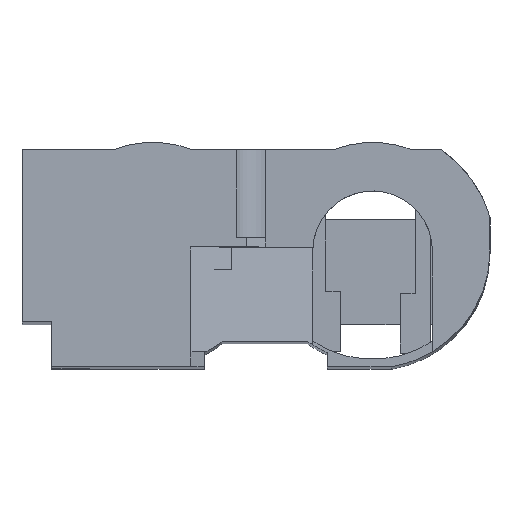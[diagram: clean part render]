
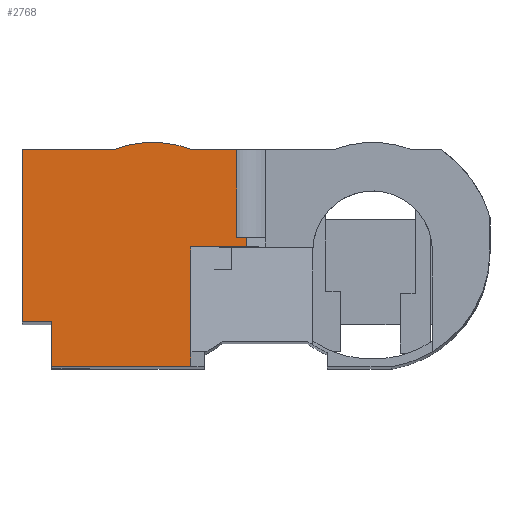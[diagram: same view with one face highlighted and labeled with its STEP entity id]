
A CAD part, top view. The second image highlights one B-rep face of the part: STEP entity #2768.
In plain terms, the highlighted planar face has unit normal (0, 0, 1).
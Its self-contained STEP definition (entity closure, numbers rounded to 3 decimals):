
#81=CIRCLE('',#2966,7.25);
#186=FACE_OUTER_BOUND('',#327,.T.);
#327=EDGE_LOOP('',(#2292,#2293,#2294,#2295,#2296,#2297,#2298,#2299,#2300,
#2301,#2302,#2303,#2304));
#412=LINE('',#3863,#763);
#417=LINE('',#3873,#768);
#645=LINE('',#4385,#996);
#647=LINE('',#4391,#998);
#648=LINE('',#4394,#999);
#652=LINE('',#4402,#1003);
#653=LINE('',#4406,#1004);
#654=LINE('',#4408,#1005);
#655=LINE('',#4410,#1006);
#656=LINE('',#4412,#1007);
#657=LINE('',#4413,#1008);
#658=LINE('',#4414,#1009);
#763=VECTOR('',#3114,10.);
#768=VECTOR('',#3125,10.);
#996=VECTOR('',#3571,10.);
#998=VECTOR('',#3577,10.);
#999=VECTOR('',#3580,10.);
#1003=VECTOR('',#3586,10.);
#1004=VECTOR('',#3589,10.);
#1005=VECTOR('',#3590,10.);
#1006=VECTOR('',#3591,10.);
#1007=VECTOR('',#3592,10.);
#1008=VECTOR('',#3593,10.);
#1009=VECTOR('',#3594,10.);
#1112=VERTEX_POINT('',#3860);
#1113=VERTEX_POINT('',#3862);
#1115=VERTEX_POINT('',#3871);
#1289=VERTEX_POINT('',#4381);
#1290=VERTEX_POINT('',#4383);
#1292=VERTEX_POINT('',#4389);
#1293=VERTEX_POINT('',#4393);
#1296=VERTEX_POINT('',#4401);
#1297=VERTEX_POINT('',#4403);
#1298=VERTEX_POINT('',#4405);
#1299=VERTEX_POINT('',#4407);
#1300=VERTEX_POINT('',#4409);
#1301=VERTEX_POINT('',#4411);
#1387=EDGE_CURVE('',#1112,#1113,#412,.T.);
#1393=EDGE_CURVE('',#1112,#1115,#417,.T.);
#1654=EDGE_CURVE('',#1289,#1290,#645,.T.);
#1657=EDGE_CURVE('',#1290,#1292,#647,.T.);
#1658=EDGE_CURVE('',#1293,#1289,#648,.T.);
#1662=EDGE_CURVE('',#1296,#1292,#652,.T.);
#1663=EDGE_CURVE('',#1297,#1296,#81,.T.);
#1664=EDGE_CURVE('',#1298,#1297,#653,.T.);
#1665=EDGE_CURVE('',#1299,#1298,#654,.T.);
#1666=EDGE_CURVE('',#1299,#1300,#655,.T.);
#1667=EDGE_CURVE('',#1300,#1301,#656,.T.);
#1668=EDGE_CURVE('',#1113,#1301,#657,.T.);
#1669=EDGE_CURVE('',#1115,#1293,#658,.T.);
#2292=ORIENTED_EDGE('',*,*,#1654,.T.);
#2293=ORIENTED_EDGE('',*,*,#1657,.T.);
#2294=ORIENTED_EDGE('',*,*,#1662,.F.);
#2295=ORIENTED_EDGE('',*,*,#1663,.F.);
#2296=ORIENTED_EDGE('',*,*,#1664,.F.);
#2297=ORIENTED_EDGE('',*,*,#1665,.F.);
#2298=ORIENTED_EDGE('',*,*,#1666,.T.);
#2299=ORIENTED_EDGE('',*,*,#1667,.T.);
#2300=ORIENTED_EDGE('',*,*,#1668,.F.);
#2301=ORIENTED_EDGE('',*,*,#1387,.F.);
#2302=ORIENTED_EDGE('',*,*,#1393,.T.);
#2303=ORIENTED_EDGE('',*,*,#1669,.T.);
#2304=ORIENTED_EDGE('',*,*,#1658,.T.);
#2637=PLANE('',#2965);
#2768=ADVANCED_FACE('',(#186),#2637,.T.);
#2965=AXIS2_PLACEMENT_3D('',#4400,#3584,#3585);
#2966=AXIS2_PLACEMENT_3D('',#4404,#3587,#3588);
#3114=DIRECTION('',(0.,-1.,0.));
#3125=DIRECTION('',(0.,1.,0.));
#3571=DIRECTION('',(-1.,0.,0.));
#3577=DIRECTION('',(0.,1.,0.));
#3580=DIRECTION('',(0.,1.,0.));
#3584=DIRECTION('center_axis',(0.,0.,1.));
#3585=DIRECTION('ref_axis',(1.,0.,0.));
#3586=DIRECTION('',(1.,0.,0.));
#3587=DIRECTION('center_axis',(0.,0.,-1.));
#3588=DIRECTION('ref_axis',(1.,0.,0.));
#3589=DIRECTION('',(1.,0.,0.));
#3590=DIRECTION('',(0.,1.,0.));
#3591=DIRECTION('',(1.,0.,0.));
#3592=DIRECTION('',(0.,-1.,0.));
#3593=DIRECTION('',(-1.,0.,0.));
#3594=DIRECTION('',(1.,0.,0.));
#3860=CARTESIAN_POINT('',(11.3,1.,104.5));
#3862=CARTESIAN_POINT('',(11.3,0.,104.5));
#3863=CARTESIAN_POINT('',(11.3,3.625,104.5));
#3871=CARTESIAN_POINT('',(11.3,8.,104.5));
#3873=CARTESIAN_POINT('',(11.3,4.125,104.5));
#4381=CARTESIAN_POINT('',(15.,8.65,104.5));
#4383=CARTESIAN_POINT('',(14.368,8.65,104.5));
#4385=CARTESIAN_POINT('',(15.875,8.65,104.5));
#4389=CARTESIAN_POINT('',(14.368,14.5,104.5));
#4391=CARTESIAN_POINT('',(14.368,14.5,104.5));
#4393=CARTESIAN_POINT('',(15.,8.,104.5));
#4394=CARTESIAN_POINT('',(15.,11.125,104.5));
#4400=CARTESIAN_POINT('Origin',(15.65,7.25,104.5));
#4401=CARTESIAN_POINT('',(11.396,14.5,104.5));
#4402=CARTESIAN_POINT('',(31.3,14.5,104.5));
#4403=CARTESIAN_POINT('',(6.104,14.5,104.5));
#4404=CARTESIAN_POINT('Origin',(8.75,7.75,104.5));
#4405=CARTESIAN_POINT('',(0.,14.5,104.5));
#4406=CARTESIAN_POINT('',(31.3,14.5,104.5));
#4407=CARTESIAN_POINT('',(0.,3.,104.5));
#4408=CARTESIAN_POINT('',(0.,14.5,104.5));
#4409=CARTESIAN_POINT('',(2.,3.,104.5));
#4410=CARTESIAN_POINT('',(8.825,3.,104.5));
#4411=CARTESIAN_POINT('',(2.,0.,104.5));
#4412=CARTESIAN_POINT('',(2.,3.625,104.5));
#4413=CARTESIAN_POINT('',(0.,0.,104.5));
#4414=CARTESIAN_POINT('',(16.338,8.,104.5));
